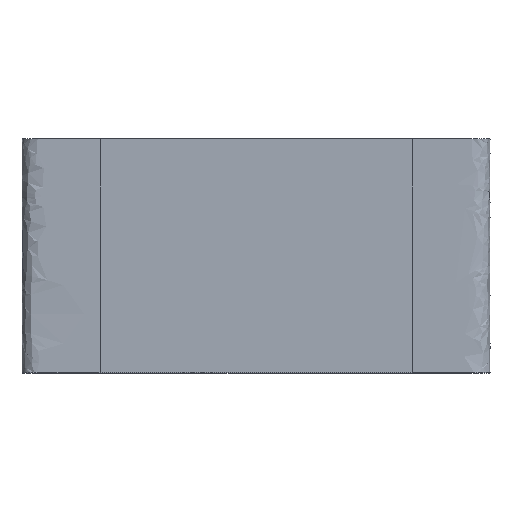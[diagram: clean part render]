
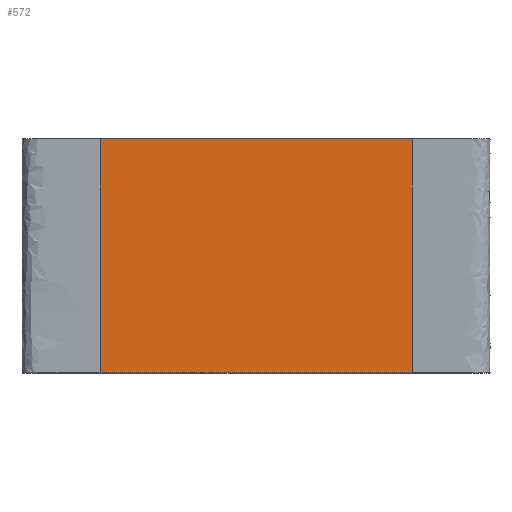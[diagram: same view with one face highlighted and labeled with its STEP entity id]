
A CAD part, top view. The second image highlights one B-rep face of the part: STEP entity #572.
In plain terms, the highlighted free-form (B-spline) face has degree [1, 1] with [2, 2] control points.
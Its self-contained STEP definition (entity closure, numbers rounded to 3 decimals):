
#349 = B_SPLINE_SURFACE_WITH_KNOTS('',1,1,(
    (#350,#351)
    ,(#352,#353
    )),.UNSPECIFIED.,.F.,.F.,.F.,(2,2),(2,2),(-0.05,0.),(0.
    ,0.4),.PIECEWISE_BEZIER_KNOTS.);
#350 = CARTESIAN_POINT('',(-0.079,-0.059,0.118));
#351 = CARTESIAN_POINT('',(0.079,-0.059,0.118));
#352 = CARTESIAN_POINT('',(-0.079,-0.059,0.098));
#353 = CARTESIAN_POINT('',(0.079,-0.059,0.098));
#372 = VERTEX_POINT('',#373);
#373 = CARTESIAN_POINT('',(0.079,-0.059,0.118));
#385 = B_SPLINE_SURFACE_WITH_KNOTS('',1,1,(
    (#386,#387)
    ,(#388,#389
    )),.UNSPECIFIED.,.F.,.F.,.F.,(2,2),(2,2),(-0.05,0.),(-0.3,
    0.),.PIECEWISE_BEZIER_KNOTS.);
#386 = CARTESIAN_POINT('',(0.079,0.059,0.098));
#387 = CARTESIAN_POINT('',(0.079,-0.059,0.098));
#388 = CARTESIAN_POINT('',(0.079,0.059,0.118));
#389 = CARTESIAN_POINT('',(0.079,-0.059,0.118));
#396 = EDGE_CURVE('',#372,#397,#399,.T.);
#397 = VERTEX_POINT('',#398);
#398 = CARTESIAN_POINT('',(-0.079,-0.059,0.118));
#399 = SURFACE_CURVE('',#400,(#403,#409),.PCURVE_S1.);
#400 = B_SPLINE_CURVE_WITH_KNOTS('',1,(#401,#402),.UNSPECIFIED.,.F.,.F.,
  (2,2),(1.15,2.25),.PIECEWISE_BEZIER_KNOTS.);
#401 = CARTESIAN_POINT('',(0.079,-0.059,0.118));
#402 = CARTESIAN_POINT('',(-0.079,-0.059,0.118));
#403 = PCURVE('',#349,#404);
#404 = DEFINITIONAL_REPRESENTATION('',(#405),#408);
#405 = B_SPLINE_CURVE_WITH_KNOTS('',1,(#406,#407),.UNSPECIFIED.,.F.,.F.,
  (2,2),(1.15,2.25),.PIECEWISE_BEZIER_KNOTS.);
#406 = CARTESIAN_POINT('',(-0.05,0.4));
#407 = CARTESIAN_POINT('',(-0.05,0.));
#408 = ( GEOMETRIC_REPRESENTATION_CONTEXT(2) 
PARAMETRIC_REPRESENTATION_CONTEXT() REPRESENTATION_CONTEXT('2D SPACE',''
  ) );
#409 = PCURVE('',#410,#415);
#410 = B_SPLINE_SURFACE_WITH_KNOTS('',1,1,(
    (#411,#412)
    ,(#413,#414
    )),.UNSPECIFIED.,.F.,.F.,.F.,(2,2),(2,2),(0.,0.4),(0.,0.3)
  ,.PIECEWISE_BEZIER_KNOTS.);
#411 = CARTESIAN_POINT('',(-0.079,-0.059,0.118));
#412 = CARTESIAN_POINT('',(-0.079,0.059,0.118));
#413 = CARTESIAN_POINT('',(0.079,-0.059,0.118));
#414 = CARTESIAN_POINT('',(0.079,0.059,0.118));
#415 = DEFINITIONAL_REPRESENTATION('',(#416),#419);
#416 = B_SPLINE_CURVE_WITH_KNOTS('',1,(#417,#418),.UNSPECIFIED.,.F.,.F.,
  (2,2),(1.15,2.25),.PIECEWISE_BEZIER_KNOTS.);
#417 = CARTESIAN_POINT('',(0.4,0.));
#418 = CARTESIAN_POINT('',(0.,0.));
#419 = ( GEOMETRIC_REPRESENTATION_CONTEXT(2) 
PARAMETRIC_REPRESENTATION_CONTEXT() REPRESENTATION_CONTEXT('2D SPACE',''
  ) );
#433 = B_SPLINE_SURFACE_WITH_KNOTS('',1,1,(
    (#434,#435)
    ,(#436,#437
    )),.UNSPECIFIED.,.F.,.F.,.F.,(2,2),(2,2),(-0.05,0.),(-0.3,
    0.),.PIECEWISE_BEZIER_KNOTS.);
#434 = CARTESIAN_POINT('',(-0.079,0.059,0.118));
#435 = CARTESIAN_POINT('',(-0.079,-0.059,0.118));
#436 = CARTESIAN_POINT('',(-0.079,0.059,0.098));
#437 = CARTESIAN_POINT('',(-0.079,-0.059,0.098));
#447 = EDGE_CURVE('',#397,#448,#450,.T.);
#448 = VERTEX_POINT('',#449);
#449 = CARTESIAN_POINT('',(-0.079,0.059,0.118));
#450 = SURFACE_CURVE('',#451,(#454,#460),.PCURVE_S1.);
#451 = B_SPLINE_CURVE_WITH_KNOTS('',1,(#452,#453),.UNSPECIFIED.,.F.,.F.,
  (2,2),(0.,0.5),.PIECEWISE_BEZIER_KNOTS.);
#452 = CARTESIAN_POINT('',(-0.079,-0.059,0.118));
#453 = CARTESIAN_POINT('',(-0.079,0.059,0.118));
#454 = PCURVE('',#433,#455);
#455 = DEFINITIONAL_REPRESENTATION('',(#456),#459);
#456 = B_SPLINE_CURVE_WITH_KNOTS('',1,(#457,#458),.UNSPECIFIED.,.F.,.F.,
  (2,2),(0.,0.5),.PIECEWISE_BEZIER_KNOTS.);
#457 = CARTESIAN_POINT('',(-0.05,0.));
#458 = CARTESIAN_POINT('',(-0.05,-0.3));
#459 = ( GEOMETRIC_REPRESENTATION_CONTEXT(2) 
PARAMETRIC_REPRESENTATION_CONTEXT() REPRESENTATION_CONTEXT('2D SPACE',''
  ) );
#460 = PCURVE('',#410,#461);
#461 = DEFINITIONAL_REPRESENTATION('',(#462),#465);
#462 = B_SPLINE_CURVE_WITH_KNOTS('',1,(#463,#464),.UNSPECIFIED.,.F.,.F.,
  (2,2),(0.,0.5),.PIECEWISE_BEZIER_KNOTS.);
#463 = CARTESIAN_POINT('',(0.,0.));
#464 = CARTESIAN_POINT('',(0.,0.3));
#465 = ( GEOMETRIC_REPRESENTATION_CONTEXT(2) 
PARAMETRIC_REPRESENTATION_CONTEXT() REPRESENTATION_CONTEXT('2D SPACE',''
  ) );
#481 = B_SPLINE_SURFACE_WITH_KNOTS('',1,1,(
    (#482,#483)
    ,(#484,#485
    )),.UNSPECIFIED.,.F.,.F.,.F.,(2,2),(2,2),(0.,0.05),(0.,
    0.4),.PIECEWISE_BEZIER_KNOTS.);
#482 = CARTESIAN_POINT('',(-0.079,0.059,0.098));
#483 = CARTESIAN_POINT('',(0.079,0.059,0.098));
#484 = CARTESIAN_POINT('',(-0.079,0.059,0.118));
#485 = CARTESIAN_POINT('',(0.079,0.059,0.118));
#515 = EDGE_CURVE('',#448,#516,#518,.T.);
#516 = VERTEX_POINT('',#517);
#517 = CARTESIAN_POINT('',(0.079,0.059,0.118));
#518 = SURFACE_CURVE('',#519,(#522,#528),.PCURVE_S1.);
#519 = B_SPLINE_CURVE_WITH_KNOTS('',1,(#520,#521),.UNSPECIFIED.,.F.,.F.,
  (2,2),(-2.25,-1.15),.PIECEWISE_BEZIER_KNOTS.);
#520 = CARTESIAN_POINT('',(-0.079,0.059,0.118));
#521 = CARTESIAN_POINT('',(0.079,0.059,0.118));
#522 = PCURVE('',#481,#523);
#523 = DEFINITIONAL_REPRESENTATION('',(#524),#527);
#524 = B_SPLINE_CURVE_WITH_KNOTS('',1,(#525,#526),.UNSPECIFIED.,.F.,.F.,
  (2,2),(-2.25,-1.15),.PIECEWISE_BEZIER_KNOTS.);
#525 = CARTESIAN_POINT('',(0.05,0.));
#526 = CARTESIAN_POINT('',(0.05,0.4));
#527 = ( GEOMETRIC_REPRESENTATION_CONTEXT(2) 
PARAMETRIC_REPRESENTATION_CONTEXT() REPRESENTATION_CONTEXT('2D SPACE',''
  ) );
#528 = PCURVE('',#410,#529);
#529 = DEFINITIONAL_REPRESENTATION('',(#530),#533);
#530 = B_SPLINE_CURVE_WITH_KNOTS('',1,(#531,#532),.UNSPECIFIED.,.F.,.F.,
  (2,2),(-2.25,-1.15),.PIECEWISE_BEZIER_KNOTS.);
#531 = CARTESIAN_POINT('',(0.,0.3));
#532 = CARTESIAN_POINT('',(0.4,0.3));
#533 = ( GEOMETRIC_REPRESENTATION_CONTEXT(2) 
PARAMETRIC_REPRESENTATION_CONTEXT() REPRESENTATION_CONTEXT('2D SPACE',''
  ) );
#572 = ADVANCED_FACE('',(#573),#410,.T.);
#573 = FACE_BOUND('',#574,.T.);
#574 = EDGE_LOOP('',(#575,#593,#594,#595));
#575 = ORIENTED_EDGE('',*,*,#576,.T.);
#576 = EDGE_CURVE('',#372,#516,#577,.T.);
#577 = SURFACE_CURVE('',#578,(#581,#587),.PCURVE_S1.);
#578 = B_SPLINE_CURVE_WITH_KNOTS('',1,(#579,#580),.UNSPECIFIED.,.F.,.F.,
  (2,2),(0.,0.5),.PIECEWISE_BEZIER_KNOTS.);
#579 = CARTESIAN_POINT('',(0.079,-0.059,0.118));
#580 = CARTESIAN_POINT('',(0.079,0.059,0.118));
#581 = PCURVE('',#410,#582);
#582 = DEFINITIONAL_REPRESENTATION('',(#583),#586);
#583 = B_SPLINE_CURVE_WITH_KNOTS('',1,(#584,#585),.UNSPECIFIED.,.F.,.F.,
  (2,2),(0.,0.5),.PIECEWISE_BEZIER_KNOTS.);
#584 = CARTESIAN_POINT('',(0.4,0.));
#585 = CARTESIAN_POINT('',(0.4,0.3));
#586 = ( GEOMETRIC_REPRESENTATION_CONTEXT(2) 
PARAMETRIC_REPRESENTATION_CONTEXT() REPRESENTATION_CONTEXT('2D SPACE',''
  ) );
#587 = PCURVE('',#385,#588);
#588 = DEFINITIONAL_REPRESENTATION('',(#589),#592);
#589 = B_SPLINE_CURVE_WITH_KNOTS('',1,(#590,#591),.UNSPECIFIED.,.F.,.F.,
  (2,2),(0.,0.5),.PIECEWISE_BEZIER_KNOTS.);
#590 = CARTESIAN_POINT('',(0.,0.));
#591 = CARTESIAN_POINT('',(0.,-0.3));
#592 = ( GEOMETRIC_REPRESENTATION_CONTEXT(2) 
PARAMETRIC_REPRESENTATION_CONTEXT() REPRESENTATION_CONTEXT('2D SPACE',''
  ) );
#593 = ORIENTED_EDGE('',*,*,#515,.F.);
#594 = ORIENTED_EDGE('',*,*,#447,.F.);
#595 = ORIENTED_EDGE('',*,*,#396,.F.);
